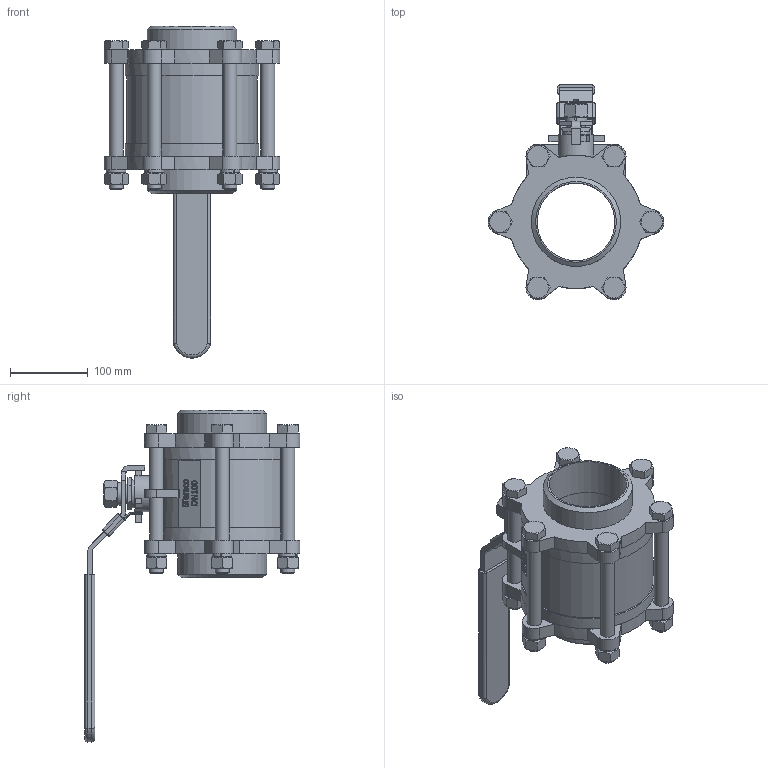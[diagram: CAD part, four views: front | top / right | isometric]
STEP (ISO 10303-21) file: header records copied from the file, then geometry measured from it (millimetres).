
FILE_DESCRIPTION(/* description */ ('791100'),/* implementation_level */ '2;1');
FILE_NAME(/* name */ '791100.stp',/* time_stamp */ '2019-10-02T13:53:18+02:00',/* author */ ('jmorand'),/* organization */ ('Sferaco'),/* preprocessor_version */ 'ST-DEVELOPER v18',/* originating_system */ 'Autodesk Inventor 2020',/* authorisation */ '');
FILE_SCHEMA (('AUTOMOTIVE_DESIGN { 1 0 10303 214 3 1 1 }'));
Length unit declared in the file: millimetre
Products named in the file (1): 791100C_ens_Shrinkwrap_1
Bounding box: 226.68 x 278.15 x 427.91 mm (x, y, z)
Volume: 3207710.8 mm3; surface area: 516117 mm2
Topology: 30 solids, 30 shells, 1045 faces, 2682 edges, 1755 vertices
Faces by surface type: plane 528, bspline 291, cylinder 130, cone 74, torus 16, sphere 6
Full cylindrical faces by diameter (mm): 8 x1, 15.294 x6, 17.294 x1, 18 x6, 19 x14, 24.85 x6, 25 x2, 36 x2, 46 x1, 100 x3, 115 x2, 172 x4
Entity records: 35341 total; most frequent: CARTESIAN_POINT 10793, ORIENTED_EDGE 5360, DIRECTION 3921, EDGE_CURVE 2680, VERTEX_POINT 1755, LINE 1433, VECTOR 1433, AXIS2_PLACEMENT_3D 1244
